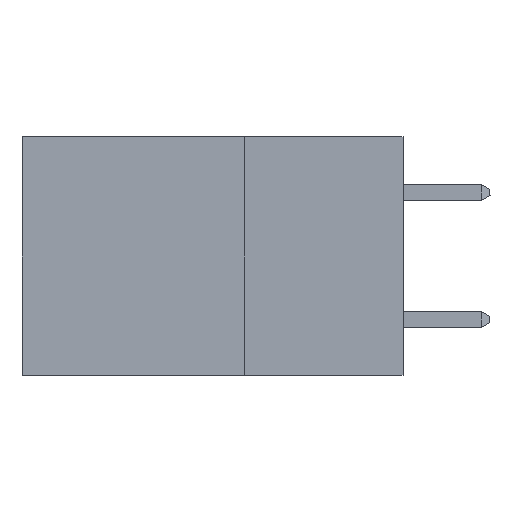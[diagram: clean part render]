
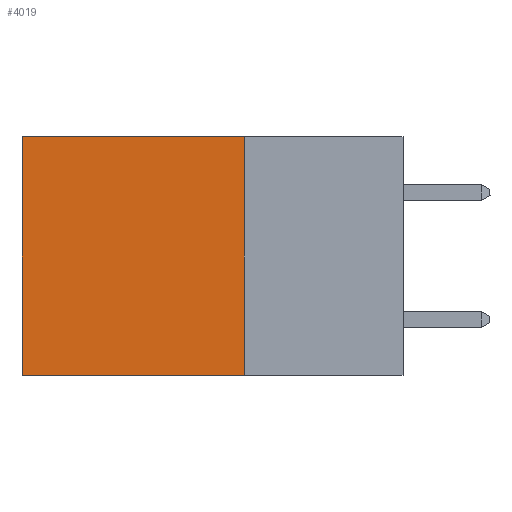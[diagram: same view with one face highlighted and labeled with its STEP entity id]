
A CAD part, left-side view. The second image highlights one B-rep face of the part: STEP entity #4019.
In plain terms, the highlighted planar face has unit normal (-1, 0, 0).
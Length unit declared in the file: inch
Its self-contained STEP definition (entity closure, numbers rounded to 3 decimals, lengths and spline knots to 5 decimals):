
#340 = CARTESIAN_POINT ( 'NONE',  ( 0.2875, 0.25, -0.375 ) ) ;
#506 = FACE_OUTER_BOUND ( 'NONE', #2450, .T. ) ;
#1061 = ORIENTED_EDGE ( 'NONE', *, *, #3535, .T. ) ;
#1230 = VECTOR ( 'NONE', #4456, 39.37008 ) ;
#1448 = LINE ( 'NONE', #3741, #1230 ) ;
#1458 = ORIENTED_EDGE ( 'NONE', *, *, #2580, .F. ) ;
#1522 = CARTESIAN_POINT ( 'NONE',  ( 0.2875, 0.25, -0.375 ) ) ;
#1653 = CARTESIAN_POINT ( 'NONE',  ( 0.2875, 0.6, -0.375 ) ) ;
#2185 = DIRECTION ( 'NONE',  ( 0., 0., -1. ) ) ;
#2326 = CARTESIAN_POINT ( 'NONE',  ( 0.2875, 0.25, 0. ) ) ;
#2450 = EDGE_LOOP ( 'NONE', ( #1061, #1458, #7158, #7804 ) ) ;
#2580 = EDGE_CURVE ( 'NONE', #2610, #2664, #8275, .T. ) ;
#2610 = VERTEX_POINT ( 'NONE', #3494 ) ;
#2664 = VERTEX_POINT ( 'NONE', #1653 ) ;
#3448 = DIRECTION ( 'NONE',  ( 0., 0., -1. ) ) ;
#3494 = CARTESIAN_POINT ( 'NONE',  ( 0.2875, 0.25, -0.375 ) ) ;
#3498 = LINE ( 'NONE', #340, #3600 ) ;
#3535 = EDGE_CURVE ( 'NONE', #8370, #2664, #3624, .T. ) ;
#3600 = VECTOR ( 'NONE', #5662, 39.37008 ) ;
#3624 = LINE ( 'NONE', #6742, #7370 ) ;
#3741 = CARTESIAN_POINT ( 'NONE',  ( 0.2875, 0.25, 0. ) ) ;
#4019 = ADVANCED_FACE ( 'NONE', ( #506 ), #7362, .F. ) ;
#4456 = DIRECTION ( 'NONE',  ( 0., 1., 0. ) ) ;
#4499 = EDGE_CURVE ( 'NONE', #6705, #2610, #3498, .T. ) ;
#4686 = EDGE_CURVE ( 'NONE', #6705, #8370, #1448, .T. ) ;
#5424 = CARTESIAN_POINT ( 'NONE',  ( 0.2875, 0.25, -0.375 ) ) ;
#5469 = DIRECTION ( 'NONE',  ( 1., 0., 0. ) ) ;
#5662 = DIRECTION ( 'NONE',  ( 0., 0., -1. ) ) ;
#6292 = VECTOR ( 'NONE', #8088, 39.37008 ) ;
#6705 = VERTEX_POINT ( 'NONE', #2326 ) ;
#6742 = CARTESIAN_POINT ( 'NONE',  ( 0.2875, 0.6, -0.375 ) ) ;
#6834 = AXIS2_PLACEMENT_3D ( 'NONE', #5424, #5469, #2185 ) ;
#7158 = ORIENTED_EDGE ( 'NONE', *, *, #4499, .F. ) ;
#7362 = PLANE ( 'NONE',  #6834 ) ;
#7370 = VECTOR ( 'NONE', #3448, 39.37008 ) ;
#7804 = ORIENTED_EDGE ( 'NONE', *, *, #4686, .T. ) ;
#7918 = CARTESIAN_POINT ( 'NONE',  ( 0.2875, 0.6, 0. ) ) ;
#8088 = DIRECTION ( 'NONE',  ( 0., 1., 0. ) ) ;
#8275 = LINE ( 'NONE', #1522, #6292 ) ;
#8370 = VERTEX_POINT ( 'NONE', #7918 ) ;
